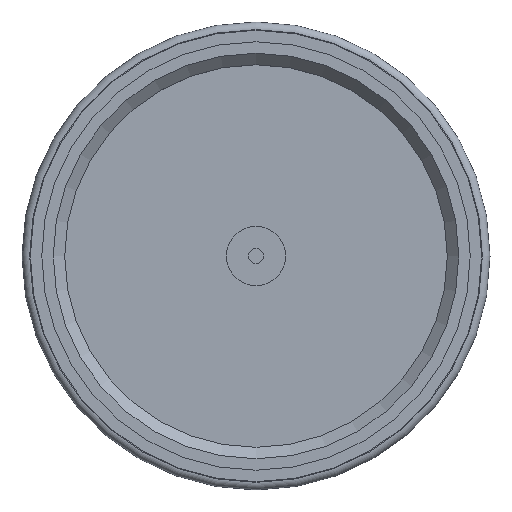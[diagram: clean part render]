
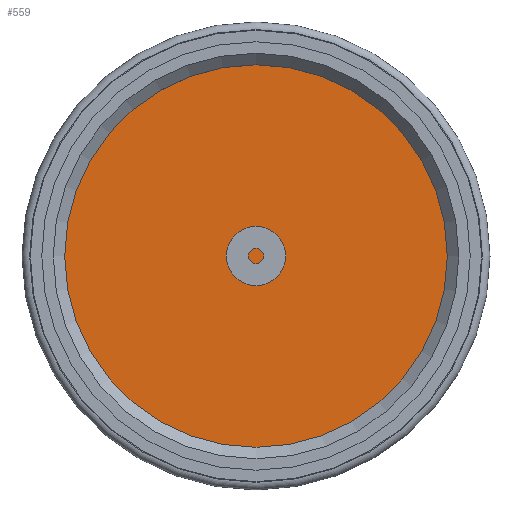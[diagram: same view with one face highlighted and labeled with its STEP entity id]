
A CAD part, top view. The second image highlights one B-rep face of the part: STEP entity #559.
In plain terms, the highlighted planar face has unit normal (0, 0, 1).
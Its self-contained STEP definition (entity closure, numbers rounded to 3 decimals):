
#514=CARTESIAN_POINT('',(25.,0.,-11.));
#515=VERTEX_POINT('',#514);
#532=CARTESIAN_POINT('',(0.,0.,-11.));
#533=DIRECTION('',(0.,0.,1.));
#534=DIRECTION('',(1.,0.,-0.));
#535=AXIS2_PLACEMENT_3D('',#532,#533,#534);
#536=CIRCLE('',#535,25.);
#537=EDGE_CURVE('',#515,#515,#536,.T.);
#551=CARTESIAN_POINT('',(0.,0.,-11.));
#552=DIRECTION('',(0.,0.,1.));
#553=DIRECTION('',(1.,0.,0.));
#554=AXIS2_PLACEMENT_3D('',#551,#552,#553);
#555=PLANE('',#554);
#556=ORIENTED_EDGE('',*,*,#537,.T.);
#557=EDGE_LOOP('',(#556));
#558=FACE_BOUND('',#557,.T.);
#559=ADVANCED_FACE('',(#558),#555,.T.);
